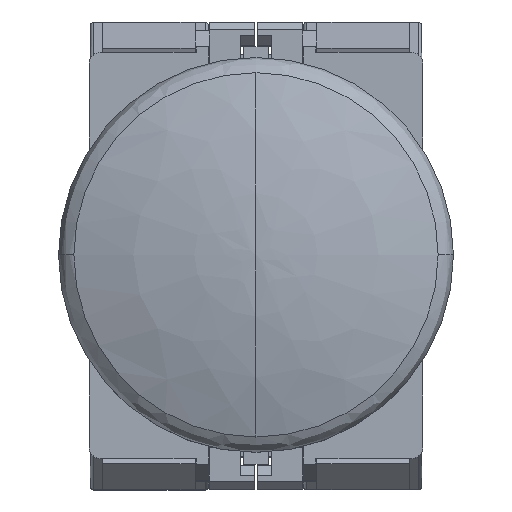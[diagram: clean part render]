
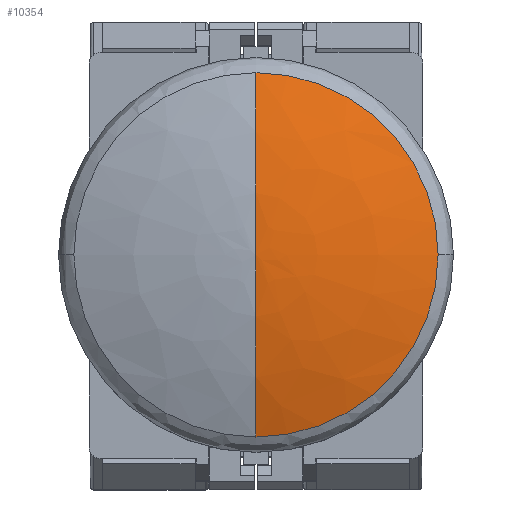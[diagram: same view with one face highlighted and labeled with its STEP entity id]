
A CAD part, top view. The second image highlights one B-rep face of the part: STEP entity #10354.
In plain terms, the highlighted free-form (B-spline) face has degree [3, 3] with [4, 4] control points.
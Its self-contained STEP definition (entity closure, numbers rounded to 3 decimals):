
#3 = ORIENTED_EDGE ( 'NONE', *, *, #7154, .F. ) ;
#50 = DIRECTION ( 'NONE',  ( 0., 0., 1. ) ) ;
#474 = AXIS2_PLACEMENT_3D ( 'NONE', #4882, #8750, #50 ) ;
#504 = DIRECTION ( 'NONE',  ( 0., 1., 0. ) ) ;
#559 = CARTESIAN_POINT ( 'NONE',  ( 0., 0., 16.7 ) ) ;
#619 = CARTESIAN_POINT ( 'NONE',  ( 32.292, 16.146, 14.021 ) ) ;
#1545 = VERTEX_POINT ( 'NONE', #7882 ) ;
#1565 = CARTESIAN_POINT ( 'NONE',  ( 21.872, -10.936, 15.799 ) ) ;
#2055 = DIRECTION ( 'NONE',  ( 0., 1., 0. ) ) ;
#2359 = DIRECTION ( 'NONE',  ( -1., 0., 0. ) ) ;
#2518 = CARTESIAN_POINT ( 'NONE',  ( 0., -5.505, 16.7 ) ) ;
#3300 = CIRCLE ( 'NONE', #10412, 16.146 ) ;
#3478 = CARTESIAN_POINT ( 'NONE',  ( 0., 5.505, 16.7 ) ) ;
#4435 = CARTESIAN_POINT ( 'NONE',  ( 0., 0., 16.7 ) ) ;
#4497 = CARTESIAN_POINT ( 'NONE',  ( 32.292, -16.146, 14.021 ) ) ;
#4749 = AXIS2_PLACEMENT_3D ( 'NONE', #11070, #2359, #6235 ) ;
#4882 = CARTESIAN_POINT ( 'NONE',  ( 0., 0., -33.3 ) ) ;
#5185 = VERTEX_POINT ( 'NONE', #7886 ) ;
#5331 = CARTESIAN_POINT ( 'NONE',  ( 0., 0., 14.021 ) ) ;
#5385 = FACE_OUTER_BOUND ( 'NONE', #8296, .T. ) ;
#5450 = CARTESIAN_POINT ( 'NONE',  ( 0., -10.936, 15.799 ) ) ;
#5952 = CIRCLE ( 'NONE', #474, 50. ) ;
#5972 = AXIS2_PLACEMENT_3D ( 'NONE', #5331, #9201, #504 ) ;
#6025 = EDGE_CURVE ( 'NONE', #7910, #1545, #3300, .T. ) ;
#6235 = DIRECTION ( 'NONE',  ( 0., 0., 1. ) ) ;
#6312 = ORIENTED_EDGE ( 'NONE', *, *, #6025, .F. ) ;
#6395 = CARTESIAN_POINT ( 'NONE',  ( 0., 10.936, 15.799 ) ) ;
#6412 =( BOUNDED_SURFACE ( )  B_SPLINE_SURFACE ( 3, 3, ( 
 ( #559, #4435, #8302, #12187 ),
 ( #3478, #7349, #11228, #2518 ),
 ( #6395, #10282, #1565, #5450 ),
 ( #9321, #619, #4497, #8360 ) ),
 .UNSPECIFIED., .F., .F., .F. ) 
 B_SPLINE_SURFACE_WITH_KNOTS ( ( 4, 4 ),
 ( 4, 4 ),
 ( 0., 1. ),
 ( 0., 1. ),
 .UNSPECIFIED. ) 
 GEOMETRIC_REPRESENTATION_ITEM ( )  RATIONAL_B_SPLINE_SURFACE ( (
 ( 1., 0.333, 0.333, 1.),
 ( 0.991, 0.33, 0.33, 0.991),
 ( 0.991, 0.33, 0.33, 0.991),
 ( 1., 0.333, 0.333, 1.) ) ) 
 REPRESENTATION_ITEM ( '' )  SURFACE ( )  );
#6564 = VERTEX_POINT ( 'NONE', #12508 ) ;
#6614 = EDGE_CURVE ( 'NONE', #6564, #5185, #5952, .T. ) ;
#6884 = CARTESIAN_POINT ( 'NONE',  ( 0., 0., 14.021 ) ) ;
#7154 = EDGE_CURVE ( 'NONE', #6564, #7910, #10233, .T. ) ;
#7349 = CARTESIAN_POINT ( 'NONE',  ( 11.01, 5.505, 16.7 ) ) ;
#7572 = EDGE_CURVE ( 'NONE', #1545, #5185, #11447, .T. ) ;
#7882 = CARTESIAN_POINT ( 'NONE',  ( 16.146, 0., 14.021 ) ) ;
#7886 = CARTESIAN_POINT ( 'NONE',  ( 0., -16.146, 14.021 ) ) ;
#7910 = VERTEX_POINT ( 'NONE', #10855 ) ;
#8296 = EDGE_LOOP ( 'NONE', ( #3, #9324, #8983, #6312 ) ) ;
#8302 = CARTESIAN_POINT ( 'NONE',  ( 0., 0., 16.7 ) ) ;
#8360 = CARTESIAN_POINT ( 'NONE',  ( 0., -16.146, 14.021 ) ) ;
#8750 = DIRECTION ( 'NONE',  ( 1., 0., 0. ) ) ;
#8983 = ORIENTED_EDGE ( 'NONE', *, *, #7572, .F. ) ;
#9201 = DIRECTION ( 'NONE',  ( 0., 0., -1. ) ) ;
#9321 = CARTESIAN_POINT ( 'NONE',  ( 0., 16.146, 14.021 ) ) ;
#9324 = ORIENTED_EDGE ( 'NONE', *, *, #6614, .T. ) ;
#10233 = CIRCLE ( 'NONE', #4749, 50. ) ;
#10282 = CARTESIAN_POINT ( 'NONE',  ( 21.872, 10.936, 15.799 ) ) ;
#10354 = ADVANCED_FACE ( 'NONE', ( #5385 ), #6412, .F. ) ;
#10412 = AXIS2_PLACEMENT_3D ( 'NONE', #6884, #10770, #2055 ) ;
#10770 = DIRECTION ( 'NONE',  ( 0., 0., -1. ) ) ;
#10855 = CARTESIAN_POINT ( 'NONE',  ( 0., 16.146, 14.021 ) ) ;
#11070 = CARTESIAN_POINT ( 'NONE',  ( 0., 0., -33.3 ) ) ;
#11228 = CARTESIAN_POINT ( 'NONE',  ( 11.01, -5.505, 16.7 ) ) ;
#11447 = CIRCLE ( 'NONE', #5972, 16.146 ) ;
#12187 = CARTESIAN_POINT ( 'NONE',  ( 0., 0., 16.7 ) ) ;
#12508 = CARTESIAN_POINT ( 'NONE',  ( 0., 0., 16.7 ) ) ;
